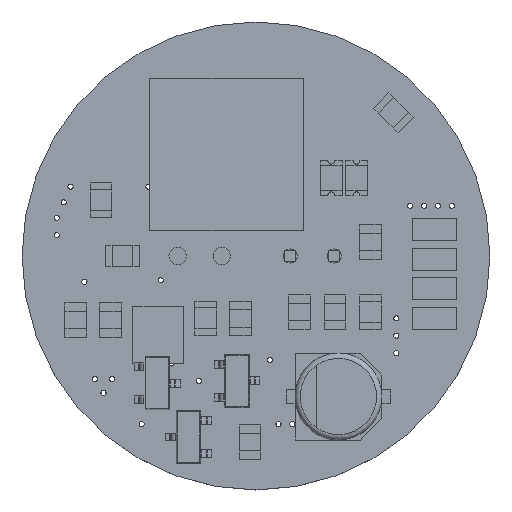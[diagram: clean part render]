
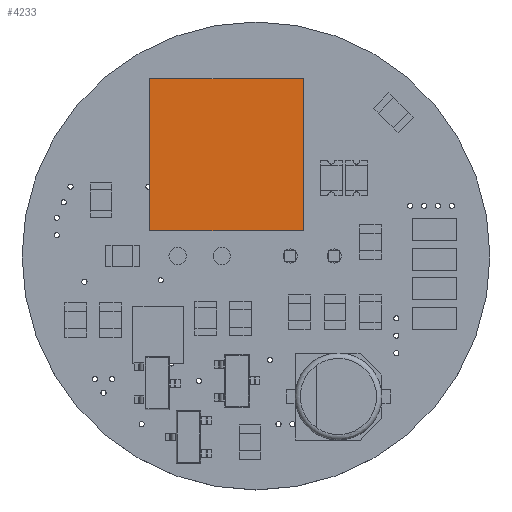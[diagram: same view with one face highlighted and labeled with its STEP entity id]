
A CAD part, top view. The second image highlights one B-rep face of the part: STEP entity #4233.
In plain terms, the highlighted planar face has unit normal (0, 0, 1).
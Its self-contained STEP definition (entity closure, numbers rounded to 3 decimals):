
#366=PLANE('',#4706);
#582=FACE_OUTER_BOUND('',#866,.T.);
#866=EDGE_LOOP('',(#3733,#3734,#3735,#3736));
#1259=LINE('',#6929,#1688);
#1262=LINE('',#6935,#1691);
#1265=LINE('',#6941,#1694);
#1268=LINE('',#6945,#1697);
#1688=VECTOR('',#5759,10.);
#1691=VECTOR('',#5764,10.);
#1694=VECTOR('',#5769,10.);
#1697=VECTOR('',#5774,10.);
#2173=VERTEX_POINT('',#6926);
#2174=VERTEX_POINT('',#6928);
#2176=VERTEX_POINT('',#6934);
#2178=VERTEX_POINT('',#6940);
#2695=EDGE_CURVE('',#2174,#2173,#1259,.T.);
#2698=EDGE_CURVE('',#2176,#2174,#1262,.T.);
#2701=EDGE_CURVE('',#2178,#2176,#1265,.T.);
#2704=EDGE_CURVE('',#2173,#2178,#1268,.T.);
#3733=ORIENTED_EDGE('',*,*,#2704,.T.);
#3734=ORIENTED_EDGE('',*,*,#2701,.T.);
#3735=ORIENTED_EDGE('',*,*,#2698,.T.);
#3736=ORIENTED_EDGE('',*,*,#2695,.T.);
#4233=ADVANCED_FACE('',(#582),#366,.T.);
#4706=AXIS2_PLACEMENT_3D('',#6946,#5775,#5776);
#5759=DIRECTION('',(0.,-1.,0.));
#5764=DIRECTION('',(-1.,0.,0.));
#5769=DIRECTION('',(0.,1.,0.));
#5774=DIRECTION('',(1.,0.,0.));
#5775=DIRECTION('center_axis',(0.,0.,
1.));
#5776=DIRECTION('ref_axis',(1.,0.,0.));
#6926=CARTESIAN_POINT('',(-4.425,-4.375,1.309));
#6928=CARTESIAN_POINT('',(-4.425,4.375,1.309));
#6929=CARTESIAN_POINT('',(-4.425,-4.375,1.309));
#6934=CARTESIAN_POINT('',(4.425,4.375,1.309));
#6935=CARTESIAN_POINT('',(-4.425,4.375,1.309));
#6940=CARTESIAN_POINT('',(4.425,-4.375,1.309));
#6941=CARTESIAN_POINT('',(4.425,4.375,1.309));
#6945=CARTESIAN_POINT('',(4.425,-4.375,1.309));
#6946=CARTESIAN_POINT('Origin',(0.,0.,
1.309));
